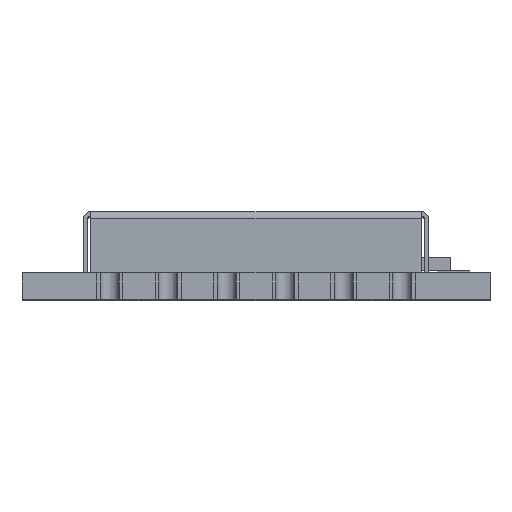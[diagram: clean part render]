
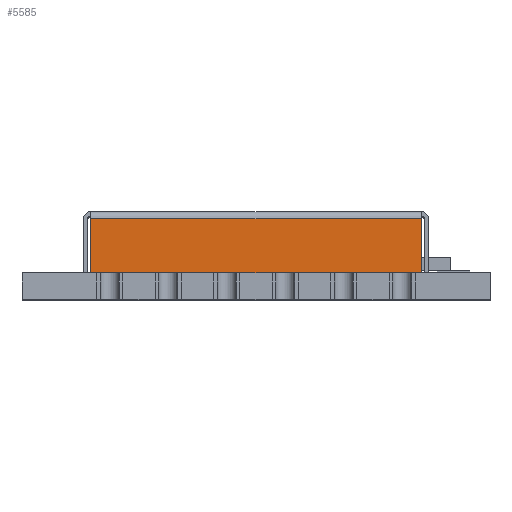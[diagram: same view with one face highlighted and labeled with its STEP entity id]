
A CAD part, top view. The second image highlights one B-rep face of the part: STEP entity #5585.
In plain terms, the highlighted planar face has unit normal (0, 0, 1).
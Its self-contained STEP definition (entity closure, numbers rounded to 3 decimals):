
#618 = CARTESIAN_POINT ( 'NONE',  ( -5.65, 0.9, 10.625 ) ) ;
#984 = ORIENTED_EDGE ( 'NONE', *, *, #7870, .T. ) ;
#1142 = VECTOR ( 'NONE', #7420, 1000. ) ;
#2160 = ORIENTED_EDGE ( 'NONE', *, *, #4150, .T. ) ;
#2577 = FACE_OUTER_BOUND ( 'NONE', #2771, .T. ) ;
#2771 = EDGE_LOOP ( 'NONE', ( #15753, #9607, #2160, #984 ) ) ;
#2994 = CARTESIAN_POINT ( 'NONE',  ( -5.65, 3., 10.625 ) ) ;
#3928 = CARTESIAN_POINT ( 'NONE',  ( -5.9, 2.75, 10.625 ) ) ;
#4059 = VERTEX_POINT ( 'NONE', #5436 ) ;
#4150 = EDGE_CURVE ( 'NONE', #9847, #10762, #5524, .T. ) ;
#4489 = EDGE_CURVE ( 'NONE', #13725, #9847, #11876, .T. ) ;
#5049 = DIRECTION ( 'NONE',  ( -1., 0., 0. ) ) ;
#5436 = CARTESIAN_POINT ( 'NONE',  ( 5.65, 2.75, 10.625 ) ) ;
#5524 = LINE ( 'NONE', #13212, #9785 ) ;
#5585 = ADVANCED_FACE ( 'NONE', ( #2577 ), #12591, .F. ) ;
#6317 = AXIS2_PLACEMENT_3D ( 'NONE', #8978, #7779, #13809 ) ;
#7120 = DIRECTION ( 'NONE',  ( 1., 0., 0. ) ) ;
#7420 = DIRECTION ( 'NONE',  ( 0., 1., 0. ) ) ;
#7779 = DIRECTION ( 'NONE',  ( 0., 0., -1. ) ) ;
#7870 = EDGE_CURVE ( 'NONE', #10762, #4059, #11735, .T. ) ;
#8978 = CARTESIAN_POINT ( 'NONE',  ( 0., 3., 10.625 ) ) ;
#9607 = ORIENTED_EDGE ( 'NONE', *, *, #4489, .T. ) ;
#9785 = VECTOR ( 'NONE', #7120, 1000. ) ;
#9847 = VERTEX_POINT ( 'NONE', #618 ) ;
#10134 = CARTESIAN_POINT ( 'NONE',  ( 5.65, 3., 10.625 ) ) ;
#10762 = VERTEX_POINT ( 'NONE', #12400 ) ;
#11735 = LINE ( 'NONE', #10134, #1142 ) ;
#11822 = CARTESIAN_POINT ( 'NONE',  ( -5.65, 2.75, 10.625 ) ) ;
#11876 = LINE ( 'NONE', #2994, #15480 ) ;
#12400 = CARTESIAN_POINT ( 'NONE',  ( 5.65, 0.9, 10.625 ) ) ;
#12591 = PLANE ( 'NONE',  #6317 ) ;
#13212 = CARTESIAN_POINT ( 'NONE',  ( 0., 0.9, 10.625 ) ) ;
#13725 = VERTEX_POINT ( 'NONE', #11822 ) ;
#13809 = DIRECTION ( 'NONE',  ( -1., 0., 0. ) ) ;
#14712 = EDGE_CURVE ( 'NONE', #4059, #13725, #15895, .T. ) ;
#14721 = VECTOR ( 'NONE', #5049, 1000. ) ;
#15196 = DIRECTION ( 'NONE',  ( 0., -1., 0. ) ) ;
#15480 = VECTOR ( 'NONE', #15196, 1000. ) ;
#15753 = ORIENTED_EDGE ( 'NONE', *, *, #14712, .T. ) ;
#15895 = LINE ( 'NONE', #3928, #14721 ) ;
